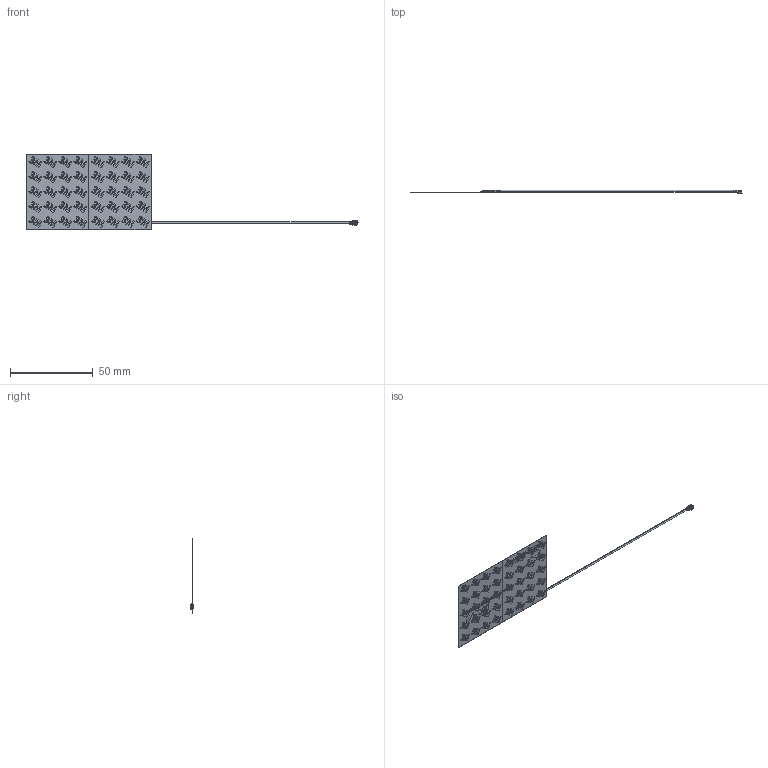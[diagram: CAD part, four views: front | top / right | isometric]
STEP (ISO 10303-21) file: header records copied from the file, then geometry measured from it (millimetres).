
FILE_DESCRIPTION (( 'STEP AP214' ), '1' );
FILE_NAME ('FXP280.07.0100A_Web.STEP', '2022-03-24T15:25:27', ( '' ), ( '' ), 'SwSTEP 2.0', 'SolidWorks 2018', '' );
FILE_SCHEMA (( 'AUTOMOTIVE_DESIGN' ));
Length unit declared in the file: millimetre
Products named in the file (1): FXP280.07.0100A_Web
Bounding box: 200.01 x 2.1 x 45.4 mm (x, y, z)
Surface area: 7521.7 mm2 (no closed solid volume)
Topology: 0 solids, 13 shells, 276 faces, 2755 edges, 2393 vertices
Faces by surface type: plane 217, cylinder 46, torus 13
Entity records: 49457 total; most frequent: CARTESIAN_POINT 31406, ORIENTED_EDGE 4732, EDGE_CURVE 2755, B_SPLINE_CURVE_WITH_KNOTS 2707, VERTEX_POINT 2393, DIRECTION 618, EDGE_LOOP 423, AXIS2_PLACEMENT_3D 293
